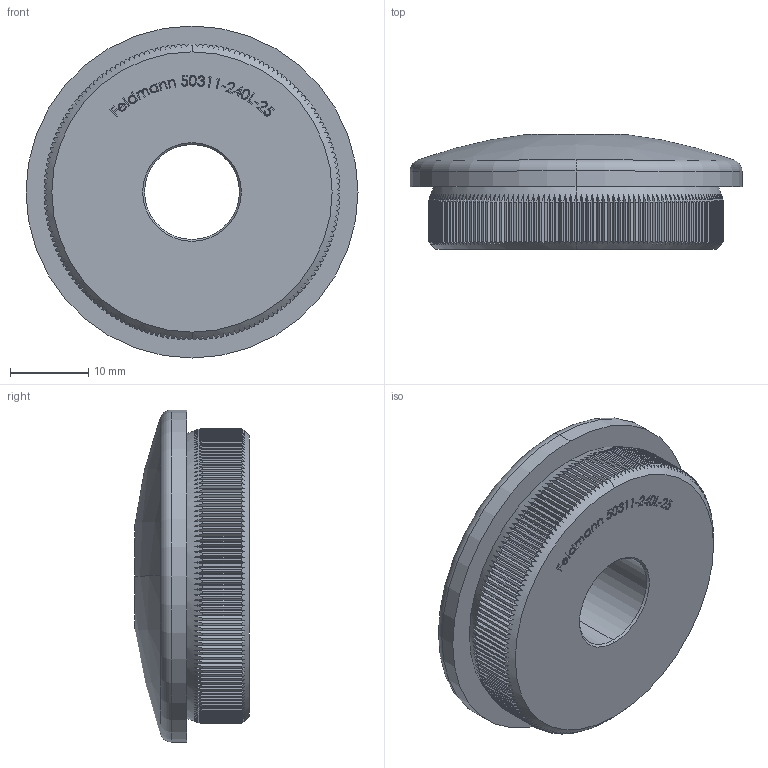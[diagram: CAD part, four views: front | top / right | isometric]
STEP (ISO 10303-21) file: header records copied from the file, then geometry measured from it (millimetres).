
FILE_DESCRIPTION (( 'STEP AP203' ), '1' );
FILE_NAME ('50310-240L-25.step', '2018-10-25T11:51:42', ( '' ), ( '' ), 'SwSTEP 2.0', 'SolidWorks 2015', '' );
FILE_SCHEMA (( 'CONFIG_CONTROL_DESIGN' ));
Length unit declared in the file: millimetre
Products named in the file (1): 50310-240L-25
Bounding box: 42.4 x 14.66 x 42.4 mm (x, y, z)
Volume: 14129.8 mm3; surface area: 4918.2 mm2
Topology: 1 solids, 1 shells, 783 faces, 2252 edges, 1498 vertices
Faces by surface type: plane 489, cylinder 174, bspline 108, cone 8, torus 2, sphere 2
Entity records: 32397 total; most frequent: CARTESIAN_POINT 13514, ORIENTED_EDGE 4504, DIRECTION 3074, EDGE_CURVE 2252, VERTEX_POINT 1498, AXIS2_PLACEMENT_3D 1042, LINE 990, VECTOR 990
